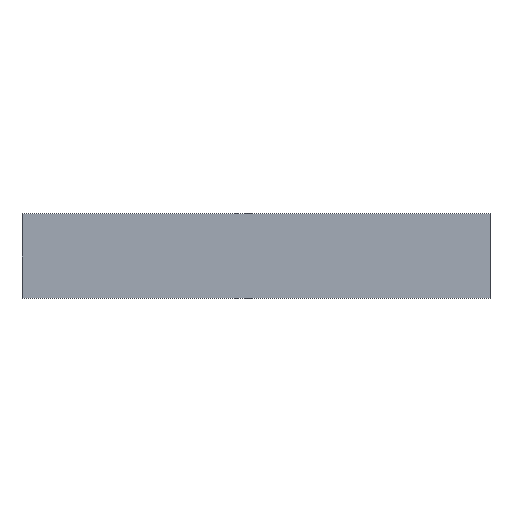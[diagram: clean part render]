
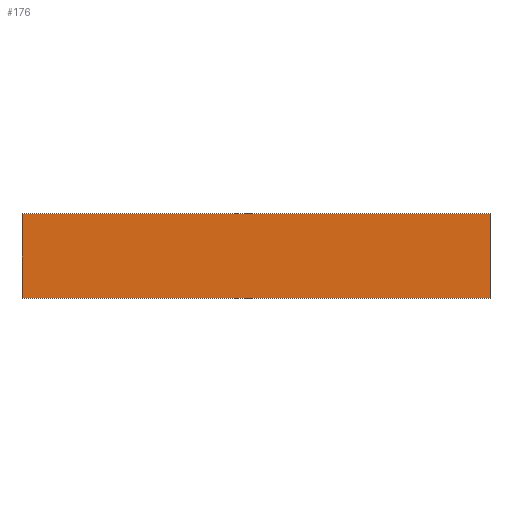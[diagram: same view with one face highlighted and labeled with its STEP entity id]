
A CAD part, top view. The second image highlights one B-rep face of the part: STEP entity #176.
In plain terms, the highlighted planar face has unit normal (0, 0, 1).
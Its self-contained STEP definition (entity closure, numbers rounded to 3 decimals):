
#2 = LINE ( 'NONE', #5, #204 ) ;
#5 = CARTESIAN_POINT ( 'NONE',  ( -237.5, 43., 5. ) ) ;
#9 = VERTEX_POINT ( 'NONE', #221 ) ;
#19 = CARTESIAN_POINT ( 'NONE',  ( 0., 0., 5. ) ) ;
#28 = ORIENTED_EDGE ( 'NONE', *, *, #92, .T. ) ;
#30 = EDGE_CURVE ( 'NONE', #162, #58, #195, .T. ) ;
#32 = VERTEX_POINT ( 'NONE', #34 ) ;
#34 = CARTESIAN_POINT ( 'NONE',  ( -237.5, -43., 5. ) ) ;
#36 = CARTESIAN_POINT ( 'NONE',  ( 237.5, -43., 5. ) ) ;
#42 = DIRECTION ( 'NONE',  ( 0., -1., 0. ) ) ;
#58 = VERTEX_POINT ( 'NONE', #179 ) ;
#62 = CARTESIAN_POINT ( 'NONE',  ( -237.5, -43., 5. ) ) ;
#63 = DIRECTION ( 'NONE',  ( 0., 0., -1. ) ) ;
#65 = CARTESIAN_POINT ( 'NONE',  ( 237.5, -43., 5. ) ) ;
#92 = EDGE_CURVE ( 'NONE', #32, #162, #178, .T. ) ;
#102 = DIRECTION ( 'NONE',  ( -1., 0., 0. ) ) ;
#110 = ORIENTED_EDGE ( 'NONE', *, *, #202, .T. ) ;
#134 = DIRECTION ( 'NONE',  ( 1., 0., 0. ) ) ;
#137 = FACE_OUTER_BOUND ( 'NONE', #201, .T. ) ;
#138 = VECTOR ( 'NONE', #164, 1000. ) ;
#139 = PLANE ( 'NONE',  #155 ) ;
#155 = AXIS2_PLACEMENT_3D ( 'NONE', #19, #63, #171 ) ;
#158 = ORIENTED_EDGE ( 'NONE', *, *, #30, .T. ) ;
#162 = VERTEX_POINT ( 'NONE', #65 ) ;
#164 = DIRECTION ( 'NONE',  ( 0., 1., 0. ) ) ;
#171 = DIRECTION ( 'NONE',  ( -1., 0., 0. ) ) ;
#176 = ADVANCED_FACE ( 'NONE', ( #137 ), #139, .F. ) ;
#178 = LINE ( 'NONE', #62, #213 ) ;
#179 = CARTESIAN_POINT ( 'NONE',  ( 237.5, 43., 5. ) ) ;
#195 = LINE ( 'NONE', #36, #138 ) ;
#199 = EDGE_CURVE ( 'NONE', #58, #9, #2, .T. ) ;
#201 = EDGE_LOOP ( 'NONE', ( #158, #211, #110, #28 ) ) ;
#202 = EDGE_CURVE ( 'NONE', #9, #32, #207, .T. ) ;
#203 = CARTESIAN_POINT ( 'NONE',  ( -237.5, -43., 5. ) ) ;
#204 = VECTOR ( 'NONE', #102, 1000. ) ;
#207 = LINE ( 'NONE', #203, #209 ) ;
#209 = VECTOR ( 'NONE', #42, 1000. ) ;
#211 = ORIENTED_EDGE ( 'NONE', *, *, #199, .T. ) ;
#213 = VECTOR ( 'NONE', #134, 1000. ) ;
#221 = CARTESIAN_POINT ( 'NONE',  ( -237.5, 43., 5. ) ) ;
